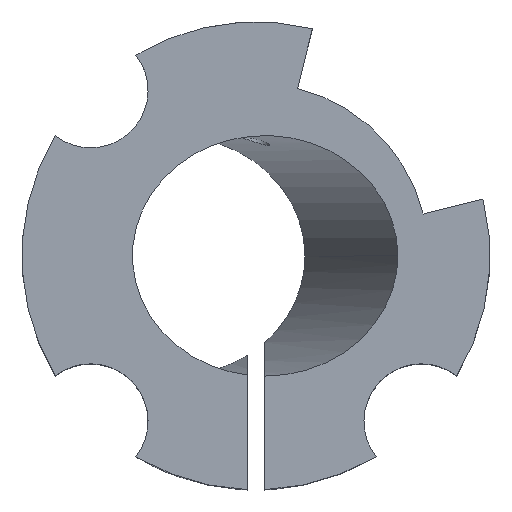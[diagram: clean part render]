
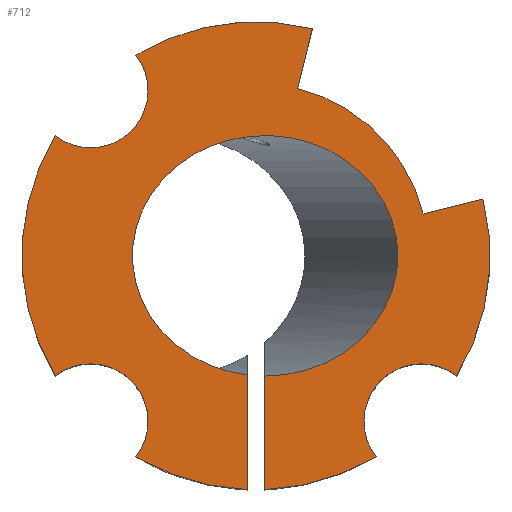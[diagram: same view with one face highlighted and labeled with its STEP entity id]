
A CAD part, top view. The second image highlights one B-rep face of the part: STEP entity #712.
In plain terms, the highlighted planar face has unit normal (0, 0, 1).
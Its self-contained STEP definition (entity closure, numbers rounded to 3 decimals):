
#38=CIRCLE('',#756,33.);
#48=CIRCLE('',#770,44.768);
#49=CIRCLE('',#772,11.);
#50=CIRCLE('',#774,44.768);
#51=CIRCLE('',#776,11.);
#52=CIRCLE('',#778,44.768);
#53=CIRCLE('',#780,44.768);
#54=CIRCLE('',#782,11.);
#55=CIRCLE('',#784,44.768);
#76=PLANE('',#785);
#116=FACE_OUTER_BOUND('',#158,.T.);
#158=EDGE_LOOP('',(#542,#543,#544,#545,#546,#547,#548,#549,#550,#551,#552,
#553,#554,#555,#556));
#183=ELLIPSE('',#751,25.391,23.012);
#187=ELLIPSE('',#786,25.391,23.012);
#195=LINE('',#1131,#238);
#198=LINE('',#1142,#241);
#213=LINE('',#1411,#256);
#214=LINE('',#1414,#257);
#238=VECTOR('',#846,10.);
#241=VECTOR('',#857,10.);
#256=VECTOR('',#926,17.658);
#257=VECTOR('',#929,17.658);
#277=VERTEX_POINT('',#1037);
#279=VERTEX_POINT('',#1040);
#286=VERTEX_POINT('',#1125);
#288=VERTEX_POINT('',#1129);
#289=VERTEX_POINT('',#1133);
#291=VERTEX_POINT('',#1139);
#302=VERTEX_POINT('',#1166);
#305=VERTEX_POINT('',#1211);
#306=VERTEX_POINT('',#1215);
#309=VERTEX_POINT('',#1237);
#311=VERTEX_POINT('',#1240);
#316=VERTEX_POINT('',#1293);
#317=VERTEX_POINT('',#1319);
#320=VERTEX_POINT('',#1364);
#323=VERTEX_POINT('',#1412);
#352=EDGE_CURVE('',#277,#279,#183,.T.);
#362=EDGE_CURVE('',#286,#288,#195,.T.);
#363=EDGE_CURVE('',#288,#289,#38,.T.);
#367=EDGE_CURVE('',#289,#291,#198,.T.);
#380=EDGE_CURVE('',#302,#286,#48,.T.);
#384=EDGE_CURVE('',#305,#302,#49,.T.);
#386=EDGE_CURVE('',#306,#305,#50,.T.);
#391=EDGE_CURVE('',#311,#309,#51,.T.);
#399=EDGE_CURVE('',#309,#316,#52,.T.);
#401=EDGE_CURVE('',#317,#311,#53,.T.);
#405=EDGE_CURVE('',#320,#317,#54,.T.);
#407=EDGE_CURVE('',#291,#320,#55,.T.);
#410=EDGE_CURVE('',#279,#316,#213,.T.);
#411=EDGE_CURVE('',#323,#277,#187,.T.);
#412=EDGE_CURVE('',#306,#323,#214,.T.);
#542=ORIENTED_EDGE('',*,*,#367,.T.);
#543=ORIENTED_EDGE('',*,*,#407,.T.);
#544=ORIENTED_EDGE('',*,*,#405,.T.);
#545=ORIENTED_EDGE('',*,*,#401,.T.);
#546=ORIENTED_EDGE('',*,*,#391,.T.);
#547=ORIENTED_EDGE('',*,*,#399,.T.);
#548=ORIENTED_EDGE('',*,*,#410,.F.);
#549=ORIENTED_EDGE('',*,*,#352,.F.);
#550=ORIENTED_EDGE('',*,*,#411,.F.);
#551=ORIENTED_EDGE('',*,*,#412,.F.);
#552=ORIENTED_EDGE('',*,*,#386,.T.);
#553=ORIENTED_EDGE('',*,*,#384,.T.);
#554=ORIENTED_EDGE('',*,*,#380,.T.);
#555=ORIENTED_EDGE('',*,*,#362,.T.);
#556=ORIENTED_EDGE('',*,*,#363,.T.);
#712=ADVANCED_FACE('',(#116),#76,.T.);
#751=AXIS2_PLACEMENT_3D('',#1041,#835,#836);
#756=AXIS2_PLACEMENT_3D('',#1134,#849,#850);
#770=AXIS2_PLACEMENT_3D('',#1167,#883,#884);
#772=AXIS2_PLACEMENT_3D('',#1212,#888,#889);
#774=AXIS2_PLACEMENT_3D('',#1216,#893,#894);
#776=AXIS2_PLACEMENT_3D('',#1241,#900,#901);
#778=AXIS2_PLACEMENT_3D('',#1295,#908,#909);
#780=AXIS2_PLACEMENT_3D('',#1320,#912,#913);
#782=AXIS2_PLACEMENT_3D('',#1365,#917,#918);
#784=AXIS2_PLACEMENT_3D('',#1368,#922,#923);
#785=AXIS2_PLACEMENT_3D('',#1410,#924,#925);
#786=AXIS2_PLACEMENT_3D('',#1413,#927,#928);
#835=DIRECTION('center_axis',(0.,0.,1.));
#836=DIRECTION('ref_axis',(-1.,0.,0.));
#846=DIRECTION('',(-0.97,-0.243,0.));
#849=DIRECTION('center_axis',(0.,0.,1.));
#850=DIRECTION('ref_axis',(0.97,0.243,0.));
#857=DIRECTION('',(0.241,0.97,0.));
#883=DIRECTION('center_axis',(0.,0.,1.));
#884=DIRECTION('ref_axis',(1.,0.,0.));
#888=DIRECTION('center_axis',(0.,0.,-1.));
#889=DIRECTION('ref_axis',(0.,1.,0.));
#893=DIRECTION('center_axis',(0.,0.,1.));
#894=DIRECTION('ref_axis',(1.,0.,0.));
#900=DIRECTION('center_axis',(0.,0.,-1.));
#901=DIRECTION('ref_axis',(0.,1.,0.));
#908=DIRECTION('center_axis',(0.,0.,1.));
#909=DIRECTION('ref_axis',(1.,0.,0.));
#912=DIRECTION('center_axis',(0.,0.,1.));
#913=DIRECTION('ref_axis',(1.,0.,0.));
#917=DIRECTION('center_axis',(0.,0.,-1.));
#918=DIRECTION('ref_axis',(0.,1.,0.));
#922=DIRECTION('center_axis',(0.,0.,1.));
#923=DIRECTION('ref_axis',(1.,0.,0.));
#924=DIRECTION('center_axis',(0.,0.,1.));
#925=DIRECTION('ref_axis',(1.,0.,0.));
#926=DIRECTION('',(0.,-1.,0.));
#927=DIRECTION('center_axis',(0.,0.,1.));
#928=DIRECTION('ref_axis',(-1.,0.,0.));
#929=DIRECTION('',(0.,1.,0.));
#1037=CARTESIAN_POINT('',(27.145,0.,38.1));
#1040=CARTESIAN_POINT('',(-1.651,-22.805,38.1));
#1041=CARTESIAN_POINT('Origin',(1.753,0.,38.1));
#1125=CARTESIAN_POINT('',(43.431,10.858,38.1));
#1129=CARTESIAN_POINT('',(32.015,8.004,38.1));
#1131=CARTESIAN_POINT('',(16.007,4.002,38.1));
#1133=CARTESIAN_POINT('',(7.963,32.025,38.1));
#1134=CARTESIAN_POINT('Origin',(0.,0.,38.1));
#1139=CARTESIAN_POINT('',(10.803,43.445,38.1));
#1142=CARTESIAN_POINT('',(5.97,24.008,38.1));
#1166=CARTESIAN_POINT('',(38.419,-22.981,38.1));
#1167=CARTESIAN_POINT('Origin',(0.,0.,38.1));
#1211=CARTESIAN_POINT('',(22.981,-38.419,38.1));
#1212=CARTESIAN_POINT('Origin',(31.655,-31.655,38.1));
#1215=CARTESIAN_POINT('',(1.651,-44.737,38.1));
#1216=CARTESIAN_POINT('Origin',(0.,0.,38.1));
#1237=CARTESIAN_POINT('',(-22.981,-38.419,38.1));
#1240=CARTESIAN_POINT('',(-38.419,-22.981,38.1));
#1241=CARTESIAN_POINT('Origin',(-31.655,-31.655,38.1));
#1293=CARTESIAN_POINT('',(-1.651,-44.737,38.1));
#1295=CARTESIAN_POINT('Origin',(0.,0.,38.1));
#1319=CARTESIAN_POINT('',(-38.419,22.981,38.1));
#1320=CARTESIAN_POINT('Origin',(0.,0.,38.1));
#1364=CARTESIAN_POINT('',(-22.981,38.419,38.1));
#1365=CARTESIAN_POINT('Origin',(-31.655,31.655,38.1));
#1368=CARTESIAN_POINT('Origin',(0.,0.,38.1));
#1410=CARTESIAN_POINT('Origin',(0.,0.,38.1));
#1411=CARTESIAN_POINT('',(-1.651,-27.079,38.1));
#1412=CARTESIAN_POINT('',(1.651,-23.012,38.1));
#1413=CARTESIAN_POINT('Origin',(1.753,0.,38.1));
#1414=CARTESIAN_POINT('',(1.651,-44.737,38.1));
